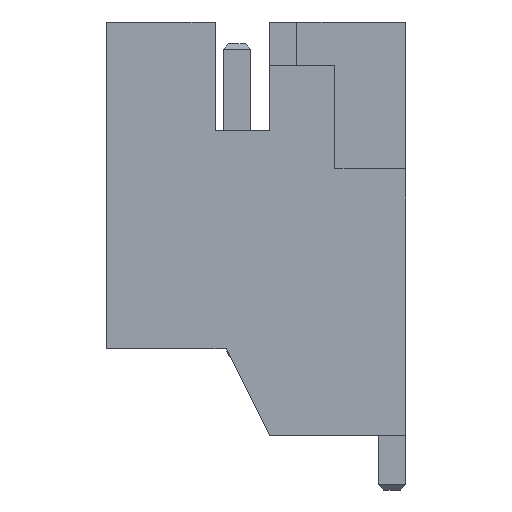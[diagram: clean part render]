
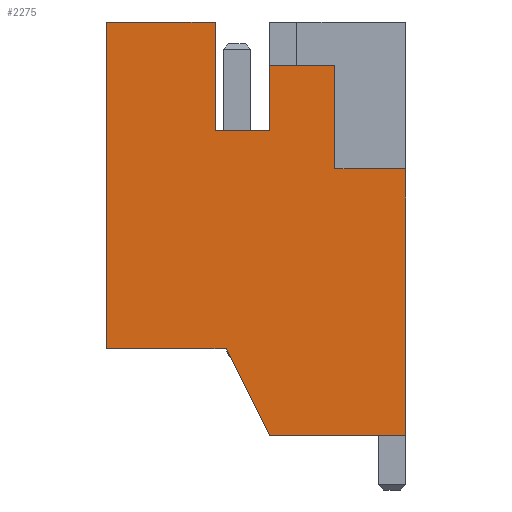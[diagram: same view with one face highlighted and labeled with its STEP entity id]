
A CAD part, left-side view. The second image highlights one B-rep face of the part: STEP entity #2275.
In plain terms, the highlighted planar face has unit normal (-1, 0, 0).
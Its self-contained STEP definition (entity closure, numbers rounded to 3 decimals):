
#69=FACE_OUTER_BOUND('',#191,.T.);
#191=EDGE_LOOP('',(#1587,#1588,#1589,#1590,#1591,#1592,#1593,#1594,#1595,
#1596,#1597,#1598));
#301=LINE('',#3137,#617);
#305=LINE('',#3144,#621);
#311=LINE('',#3158,#627);
#330=LINE('',#3195,#646);
#358=LINE('',#3250,#674);
#364=LINE('',#3261,#680);
#366=LINE('',#3265,#682);
#368=LINE('',#3268,#684);
#369=LINE('',#3272,#685);
#370=LINE('',#3274,#686);
#371=LINE('',#3276,#687);
#372=LINE('',#3277,#688);
#617=VECTOR('',#2541,10.);
#621=VECTOR('',#2547,10.);
#627=VECTOR('',#2557,10.);
#646=VECTOR('',#2584,10.);
#674=VECTOR('',#2624,10.);
#680=VECTOR('',#2632,10.);
#682=VECTOR('',#2636,10.);
#684=VECTOR('',#2640,10.);
#685=VECTOR('',#2645,10.);
#686=VECTOR('',#2646,10.);
#687=VECTOR('',#2647,10.);
#688=VECTOR('',#2648,10.);
#933=VERTEX_POINT('',#3134);
#934=VERTEX_POINT('',#3136);
#936=VERTEX_POINT('',#3142);
#942=VERTEX_POINT('',#3157);
#956=VERTEX_POINT('',#3193);
#976=VERTEX_POINT('',#3247);
#977=VERTEX_POINT('',#3249);
#981=VERTEX_POINT('',#3259);
#982=VERTEX_POINT('',#3263);
#983=VERTEX_POINT('',#3271);
#984=VERTEX_POINT('',#3273);
#985=VERTEX_POINT('',#3275);
#1149=EDGE_CURVE('',#934,#933,#301,.T.);
#1153=EDGE_CURVE('',#933,#936,#305,.T.);
#1159=EDGE_CURVE('',#942,#934,#311,.T.);
#1178=EDGE_CURVE('',#936,#956,#330,.T.);
#1206=EDGE_CURVE('',#977,#976,#358,.T.);
#1212=EDGE_CURVE('',#976,#981,#364,.T.);
#1214=EDGE_CURVE('',#981,#982,#366,.T.);
#1216=EDGE_CURVE('',#982,#942,#368,.T.);
#1217=EDGE_CURVE('',#956,#983,#369,.T.);
#1218=EDGE_CURVE('',#983,#984,#370,.T.);
#1219=EDGE_CURVE('',#984,#985,#371,.T.);
#1220=EDGE_CURVE('',#985,#977,#372,.T.);
#1587=ORIENTED_EDGE('',*,*,#1153,.T.);
#1588=ORIENTED_EDGE('',*,*,#1178,.T.);
#1589=ORIENTED_EDGE('',*,*,#1217,.T.);
#1590=ORIENTED_EDGE('',*,*,#1218,.T.);
#1591=ORIENTED_EDGE('',*,*,#1219,.T.);
#1592=ORIENTED_EDGE('',*,*,#1220,.T.);
#1593=ORIENTED_EDGE('',*,*,#1206,.T.);
#1594=ORIENTED_EDGE('',*,*,#1212,.T.);
#1595=ORIENTED_EDGE('',*,*,#1214,.T.);
#1596=ORIENTED_EDGE('',*,*,#1216,.T.);
#1597=ORIENTED_EDGE('',*,*,#1159,.T.);
#1598=ORIENTED_EDGE('',*,*,#1149,.T.);
#2161=PLANE('',#2415);
#2275=ADVANCED_FACE('',(#69),#2161,.T.);
#2415=AXIS2_PLACEMENT_3D('',#3270,#2643,#2644);
#2541=DIRECTION('',(0.,1.,0.));
#2547=DIRECTION('',(0.,0.,1.));
#2557=DIRECTION('',(0.,0.,-1.));
#2584=DIRECTION('',(0.,1.,0.));
#2624=DIRECTION('',(0.,0.,1.));
#2632=DIRECTION('',(0.,1.,0.));
#2636=DIRECTION('',(0.,0.,1.));
#2640=DIRECTION('',(0.,1.,0.));
#2643=DIRECTION('center_axis',(-1.,0.,0.));
#2644=DIRECTION('ref_axis',(0.,0.,1.));
#2645=DIRECTION('',(0.,0.,-1.));
#2646=DIRECTION('',(0.,-1.,0.));
#2647=DIRECTION('',(0.,-0.447,-0.894));
#2648=DIRECTION('',(0.,-1.,0.));
#3134=CARTESIAN_POINT('',(-3.95,3.5,-2.));
#3136=CARTESIAN_POINT('',(-3.95,2.5,-2.));
#3137=CARTESIAN_POINT('',(-3.95,3.125,-2.));
#3142=CARTESIAN_POINT('',(-3.95,3.5,0.));
#3144=CARTESIAN_POINT('',(-3.95,3.5,-1.5));
#3157=CARTESIAN_POINT('',(-3.95,2.5,-0.8));
#3158=CARTESIAN_POINT('',(-3.95,2.5,-2.5));
#3193=CARTESIAN_POINT('',(-3.95,5.5,0.));
#3195=CARTESIAN_POINT('',(-3.95,0.,0.));
#3247=CARTESIAN_POINT('',(-3.95,0.,-2.7));
#3249=CARTESIAN_POINT('',(-3.95,0.,-7.6));
#3250=CARTESIAN_POINT('',(-3.95,0.,-7.6));
#3259=CARTESIAN_POINT('',(-3.95,1.3,-2.7));
#3261=CARTESIAN_POINT('',(-3.95,2.025,-2.7));
#3263=CARTESIAN_POINT('',(-3.95,1.3,-0.8));
#3265=CARTESIAN_POINT('',(-3.95,1.3,-1.9));
#3268=CARTESIAN_POINT('',(-3.95,2.625,-0.8));
#3270=CARTESIAN_POINT('Origin',(-3.95,2.75,-3.));
#3271=CARTESIAN_POINT('',(-3.95,5.5,-6.));
#3272=CARTESIAN_POINT('',(-3.95,5.5,0.));
#3273=CARTESIAN_POINT('',(-3.95,3.3,-6.));
#3274=CARTESIAN_POINT('',(-3.95,5.5,-6.));
#3275=CARTESIAN_POINT('',(-3.95,2.5,-7.6));
#3276=CARTESIAN_POINT('',(-3.95,3.3,-6.));
#3277=CARTESIAN_POINT('',(-3.95,2.5,-7.6));
